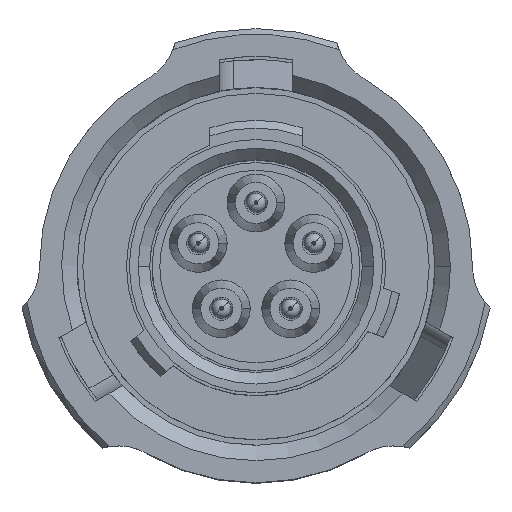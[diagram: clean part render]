
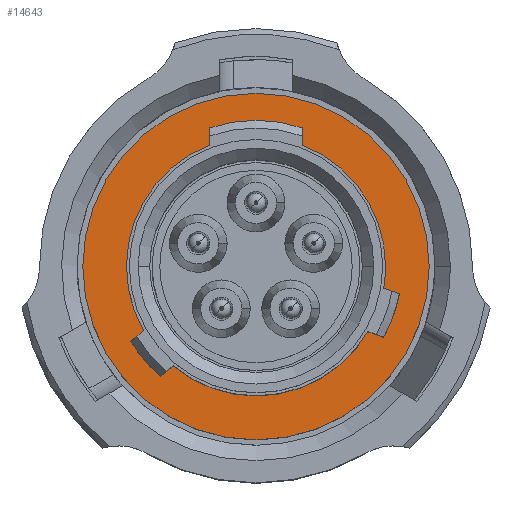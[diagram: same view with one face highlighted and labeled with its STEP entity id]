
A CAD part, top view. The second image highlights one B-rep face of the part: STEP entity #14643.
In plain terms, the highlighted planar face has unit normal (0, 0, 1).
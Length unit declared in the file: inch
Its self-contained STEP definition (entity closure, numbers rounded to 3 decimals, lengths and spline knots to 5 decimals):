
#338 = DIRECTION ( 'NONE',  ( 1., 0., 0. ) ) ;
#1113 = EDGE_LOOP ( 'NONE', ( #31248, #11963 ) ) ;
#1241 = DIRECTION ( 'NONE',  ( 0., 0., -1. ) ) ;
#1348 = DIRECTION ( 'NONE',  ( 0., 0., 1. ) ) ;
#1984 = EDGE_CURVE ( 'NONE', #27319, #14159, #15254, .T. ) ;
#3905 = AXIS2_PLACEMENT_3D ( 'NONE', #29657, #15203, #338 ) ;
#4299 = CIRCLE ( 'NONE', #17985, 0.12953 ) ;
#4520 = AXIS2_PLACEMENT_3D ( 'NONE', #9927, #10000, #10034 ) ;
#6091 = ORIENTED_EDGE ( 'NONE', *, *, #21013, .T. ) ;
#6683 = CARTESIAN_POINT ( 'NONE',  ( -0.17717, 0., -0.25984 ) ) ;
#7331 = DIRECTION ( 'NONE',  ( 0., 0., 1. ) ) ;
#7936 = FACE_BOUND ( 'NONE', #1113, .T. ) ;
#9927 = CARTESIAN_POINT ( 'NONE',  ( 0., 0., -0.25984 ) ) ;
#10000 = DIRECTION ( 'NONE',  ( 0., 0., 1. ) ) ;
#10034 = DIRECTION ( 'NONE',  ( 1., 0., 0. ) ) ;
#10463 = CIRCLE ( 'NONE', #3905, 0.17717 ) ;
#11167 = ORIENTED_EDGE ( 'NONE', *, *, #13074, .T. ) ;
#11235 = CIRCLE ( 'NONE', #16703, 0.17717 ) ;
#11963 = ORIENTED_EDGE ( 'NONE', *, *, #19363, .F. ) ;
#13074 = EDGE_CURVE ( 'NONE', #24012, #20919, #10463, .T. ) ;
#14159 = VERTEX_POINT ( 'NONE', #28707 ) ;
#14643 = ADVANCED_FACE ( 'NONE', ( #7936, #27448 ), #20907, .F. ) ;
#15203 = DIRECTION ( 'NONE',  ( 0., 0., 1. ) ) ;
#15254 = CIRCLE ( 'NONE', #4520, 0.12953 ) ;
#15833 = CARTESIAN_POINT ( 'NONE',  ( 0.17717, 0., -0.25984 ) ) ;
#16111 = CARTESIAN_POINT ( 'NONE',  ( 0., 0.12953, -0.25984 ) ) ;
#16226 = CARTESIAN_POINT ( 'NONE',  ( 0., 0., -0.25984 ) ) ;
#16703 = AXIS2_PLACEMENT_3D ( 'NONE', #22081, #7331, #24502 ) ;
#17854 = AXIS2_PLACEMENT_3D ( 'NONE', #16111, #1241, #18561 ) ;
#17985 = AXIS2_PLACEMENT_3D ( 'NONE', #16226, #1348, #18665 ) ;
#18561 = DIRECTION ( 'NONE',  ( -1., 0., 0. ) ) ;
#18665 = DIRECTION ( 'NONE',  ( 1., 0., 0. ) ) ;
#19363 = EDGE_CURVE ( 'NONE', #14159, #27319, #4299, .T. ) ;
#20907 = PLANE ( 'NONE',  #17854 ) ;
#20919 = VERTEX_POINT ( 'NONE', #6683 ) ;
#21013 = EDGE_CURVE ( 'NONE', #20919, #24012, #11235, .T. ) ;
#22081 = CARTESIAN_POINT ( 'NONE',  ( 0., 0., -0.25984 ) ) ;
#23325 = EDGE_LOOP ( 'NONE', ( #11167, #6091 ) ) ;
#23558 = CARTESIAN_POINT ( 'NONE',  ( 0.12953, 0., -0.25984 ) ) ;
#24012 = VERTEX_POINT ( 'NONE', #15833 ) ;
#24502 = DIRECTION ( 'NONE',  ( 1., 0., 0. ) ) ;
#27319 = VERTEX_POINT ( 'NONE', #23558 ) ;
#27448 = FACE_OUTER_BOUND ( 'NONE', #23325, .T. ) ;
#28707 = CARTESIAN_POINT ( 'NONE',  ( -0.12953, 0., -0.25984 ) ) ;
#29657 = CARTESIAN_POINT ( 'NONE',  ( 0., 0., -0.25984 ) ) ;
#31248 = ORIENTED_EDGE ( 'NONE', *, *, #1984, .F. ) ;
